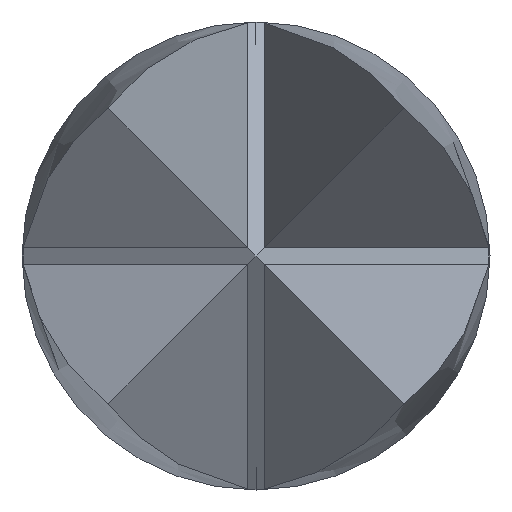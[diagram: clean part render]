
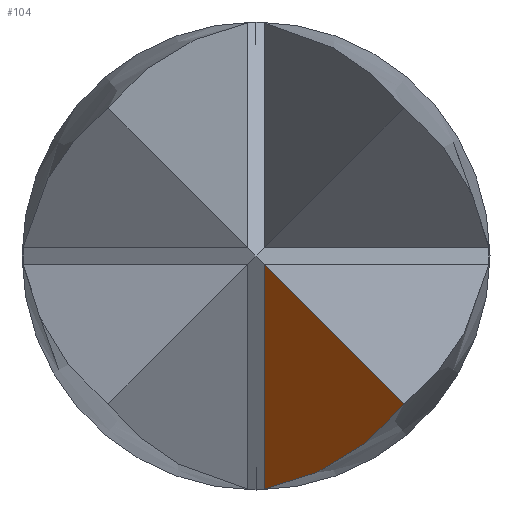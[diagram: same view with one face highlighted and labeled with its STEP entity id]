
A CAD part, left-side view. The second image highlights one B-rep face of the part: STEP entity #104.
In plain terms, the highlighted planar face has unit normal (-0.346, 0.906, -0.242).
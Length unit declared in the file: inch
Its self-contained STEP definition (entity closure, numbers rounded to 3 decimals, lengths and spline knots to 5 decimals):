
#6 = LINE ( 'NONE', #132, #12 ) ;
#12 = VECTOR ( 'NONE', #143, 39.37008 ) ;
#13 = LINE ( 'NONE', #142, #19 ) ;
#19 = VECTOR ( 'NONE', #149, 39.37008 ) ;
#34 = VERTEX_POINT ( 'NONE', #184 ) ;
#104 = ADVANCED_FACE ( 'NONE', ( #467 ), #627, .T. ) ;
#122 = CARTESIAN_POINT ( 'NONE',  ( 0., -0.0175, -0.01764 ) ) ;
#123 = CARTESIAN_POINT ( 'NONE',  ( 0.01454, -0.01335, -0.0229 ) ) ;
#127 = CARTESIAN_POINT ( 'NONE',  ( 0.03202, -0.00761, -0.02638 ) ) ;
#128 = CARTESIAN_POINT ( 'NONE',  ( 0.0502, -0.001, -0.02764 ) ) ;
#132 = CARTESIAN_POINT ( 'NONE',  ( 0., -0.01193, 0.00319 ) ) ;
#142 = CARTESIAN_POINT ( 'NONE',  ( 0.07805, -0.001, -0.06742 ) ) ;
#143 = DIRECTION ( 'NONE',  ( 0., -0.258, -0.966 ) ) ;
#149 = DIRECTION ( 'NONE',  ( -0.574, 0., 0.819 ) ) ;
#184 = CARTESIAN_POINT ( 'NONE',  ( 0.0502, -0.001, -0.02764 ) ) ;
#331 = EDGE_LOOP ( 'NONE', ( #969, #972, #983, #971 ) ) ;
#464 = VECTOR ( 'NONE', #723, 39.37008 ) ;
#467 = FACE_OUTER_BOUND ( 'NONE', #331, .T. ) ;
#471 = LINE ( 'NONE', #619, #464 ) ;
#540 = EDGE_CURVE ( 'NONE', #796, #803, #471, .T. ) ;
#572 = AXIS2_PLACEMENT_3D ( 'NONE', #668, #721, #596 ) ;
#596 = DIRECTION ( 'NONE',  ( -0.934, -0.357, 0. ) ) ;
#616 = CARTESIAN_POINT ( 'NONE',  ( 0., -0.0175, -0.01764 ) ) ;
#619 = CARTESIAN_POINT ( 'NONE',  ( 0.00439, -0.01516, -0.01516 ) ) ;
#627 = PLANE ( 'NONE',  #572 ) ;
#666 = CARTESIAN_POINT ( 'NONE',  ( 0., -0.01745, -0.01745 ) ) ;
#668 = CARTESIAN_POINT ( 'NONE',  ( 0.04568, -0.01943, -0.09009 ) ) ;
#713 = CARTESIAN_POINT ( 'NONE',  ( 0.03154, -0.001, -0.001 ) ) ;
#721 = DIRECTION ( 'NONE',  ( -0.346, 0.906, -0.242 ) ) ;
#723 = DIRECTION ( 'NONE',  ( 0.805, 0.42, 0.42 ) ) ;
#794 = VERTEX_POINT ( 'NONE', #616 ) ;
#796 = VERTEX_POINT ( 'NONE', #666 ) ;
#803 = VERTEX_POINT ( 'NONE', #713 ) ;
#845 =( BOUNDED_CURVE ( )  B_SPLINE_CURVE ( 3, ( #122, #123, #127, #128 ),
 .UNSPECIFIED., .F., .T. ) 
 B_SPLINE_CURVE_WITH_KNOTS ( ( 4, 4 ),
 ( 4.06515, 4.78674 ),
 .UNSPECIFIED. ) 
 CURVE ( )  GEOMETRIC_REPRESENTATION_ITEM ( )  RATIONAL_B_SPLINE_CURVE ( ( 1., 0.957, 0.957, 1. ) ) 
 REPRESENTATION_ITEM ( '' )  );
#969 = ORIENTED_EDGE ( 'NONE', *, *, #994, .F. ) ;
#971 = ORIENTED_EDGE ( 'NONE', *, *, #988, .F. ) ;
#972 = ORIENTED_EDGE ( 'NONE', *, *, #540, .T. ) ;
#983 = ORIENTED_EDGE ( 'NONE', *, *, #998, .F. ) ;
#988 = EDGE_CURVE ( 'NONE', #794, #34, #845, .T. ) ;
#994 = EDGE_CURVE ( 'NONE', #796, #794, #6, .T. ) ;
#998 = EDGE_CURVE ( 'NONE', #34, #803, #13, .T. ) ;
